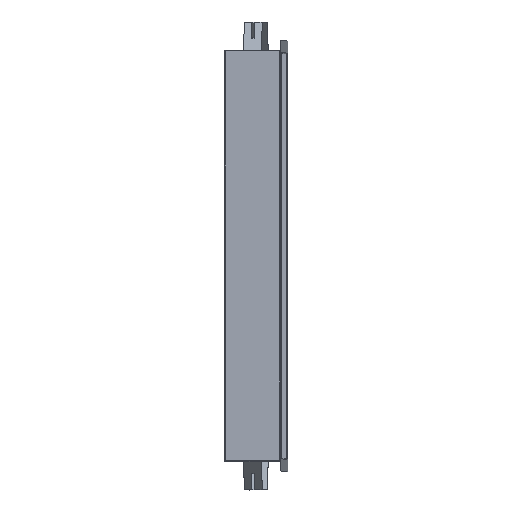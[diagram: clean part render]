
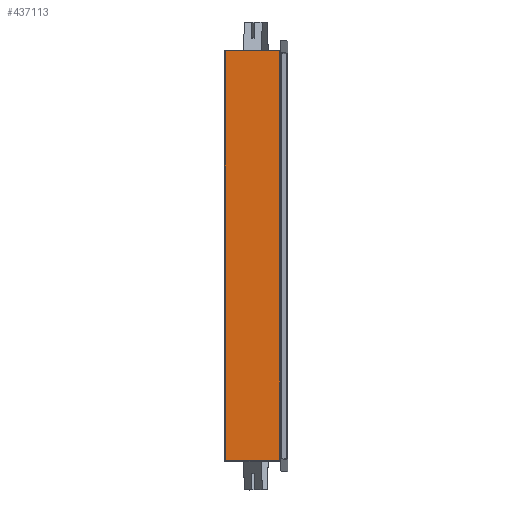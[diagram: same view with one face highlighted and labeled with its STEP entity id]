
A CAD part, top view. The second image highlights one B-rep face of the part: STEP entity #437113.
In plain terms, the highlighted planar face has unit normal (-0.019, 0, 1).
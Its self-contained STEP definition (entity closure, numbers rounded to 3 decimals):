
#437021=CARTESIAN_POINT('Vertex',(-2325.244,450.721,236.)) ;
#437044=CARTESIAN_POINT('Axis2P3D Location',(-2434.223,-351.279,233.875)) ;
#437049=CARTESIAN_POINT('Line Origine',(-2433.224,49.721,233.894)) ;
#437053=CARTESIAN_POINT('Vertex',(-2433.224,450.721,233.894)) ;
#437055=CARTESIAN_POINT('Vertex',(-2433.224,-351.279,233.894)) ;
#437058=CARTESIAN_POINT('Line Origine',(-2414.727,-351.279,234.255)) ;
#437062=CARTESIAN_POINT('Vertex',(-2396.231,-351.279,234.615)) ;
#437065=CARTESIAN_POINT('Line Origine',(-2378.734,-351.279,234.957)) ;
#437069=CARTESIAN_POINT('Vertex',(-2361.237,-351.279,235.298)) ;
#437072=CARTESIAN_POINT('Line Origine',(-2343.241,-351.279,235.649)) ;
#437076=CARTESIAN_POINT('Vertex',(-2325.244,-351.279,236.)) ;
#437079=CARTESIAN_POINT('Line Origine',(-2325.244,49.721,236.)) ;
#437084=CARTESIAN_POINT('Line Origine',(-2343.241,450.721,235.649)) ;
#437088=CARTESIAN_POINT('Vertex',(-2361.237,450.721,235.298)) ;
#437091=CARTESIAN_POINT('Line Origine',(-2378.734,450.721,234.957)) ;
#437095=CARTESIAN_POINT('Vertex',(-2396.231,450.721,234.615)) ;
#437098=CARTESIAN_POINT('Line Origine',(-2414.727,450.721,234.255)) ;
#437051=VECTOR('Line Direction',#437050,1.) ;
#437060=VECTOR('Line Direction',#437059,1.) ;
#437067=VECTOR('Line Direction',#437066,1.) ;
#437074=VECTOR('Line Direction',#437073,1.) ;
#437081=VECTOR('Line Direction',#437080,1.) ;
#437086=VECTOR('Line Direction',#437085,1.) ;
#437093=VECTOR('Line Direction',#437092,1.) ;
#437100=VECTOR('Line Direction',#437099,1.) ;
#437045=DIRECTION('Axis2P3D Direction',(0.019,0.,-1.)) ;
#437046=DIRECTION('Axis2P3D XDirection',(0.,1.,0.)) ;
#437050=DIRECTION('Vector Direction',(0.,1.,0.)) ;
#437059=DIRECTION('Vector Direction',(1.,0.,0.019)) ;
#437066=DIRECTION('Vector Direction',(1.,0.,0.019)) ;
#437073=DIRECTION('Vector Direction',(1.,0.,0.019)) ;
#437080=DIRECTION('Vector Direction',(0.,-1.,0.)) ;
#437085=DIRECTION('Vector Direction',(1.,0.,0.019)) ;
#437092=DIRECTION('Vector Direction',(1.,0.,0.019)) ;
#437099=DIRECTION('Vector Direction',(1.,0.,0.019)) ;
#437047=AXIS2_PLACEMENT_3D('Plane Axis2P3D',#437044,#437045,#437046) ;
#437052=LINE('Line',#437049,#437051) ;
#437061=LINE('Line',#437058,#437060) ;
#437068=LINE('Line',#437065,#437067) ;
#437075=LINE('Line',#437072,#437074) ;
#437082=LINE('Line',#437079,#437081) ;
#437087=LINE('Line',#437084,#437086) ;
#437094=LINE('Line',#437091,#437093) ;
#437101=LINE('Line',#437098,#437100) ;
#437048=PLANE('',#437047) ;
#437057=EDGE_CURVE('',#437054,#437056,#437052,.F.) ;
#437064=EDGE_CURVE('',#437063,#437056,#437061,.F.) ;
#437071=EDGE_CURVE('',#437070,#437063,#437068,.F.) ;
#437078=EDGE_CURVE('',#437077,#437070,#437075,.F.) ;
#437083=EDGE_CURVE('',#437022,#437077,#437082,.T.) ;
#437090=EDGE_CURVE('',#437089,#437022,#437087,.T.) ;
#437097=EDGE_CURVE('',#437096,#437089,#437094,.T.) ;
#437102=EDGE_CURVE('',#437054,#437096,#437101,.T.) ;
#437104=ORIENTED_EDGE('',*,*,#437057,.T.) ;
#437105=ORIENTED_EDGE('',*,*,#437064,.F.) ;
#437106=ORIENTED_EDGE('',*,*,#437071,.F.) ;
#437107=ORIENTED_EDGE('',*,*,#437078,.F.) ;
#437108=ORIENTED_EDGE('',*,*,#437083,.F.) ;
#437109=ORIENTED_EDGE('',*,*,#437090,.F.) ;
#437110=ORIENTED_EDGE('',*,*,#437097,.F.) ;
#437111=ORIENTED_EDGE('',*,*,#437102,.F.) ;
#437103=EDGE_LOOP('',(#437104,#437105,#437106,#437107,#437108,#437109,#437110,#437111)) ;
#437022=VERTEX_POINT('',#437021) ;
#437054=VERTEX_POINT('',#437053) ;
#437056=VERTEX_POINT('',#437055) ;
#437063=VERTEX_POINT('',#437062) ;
#437070=VERTEX_POINT('',#437069) ;
#437077=VERTEX_POINT('',#437076) ;
#437089=VERTEX_POINT('',#437088) ;
#437096=VERTEX_POINT('',#437095) ;
#437113=ADVANCED_FACE('PartBody',(#437112),#437048,.F.) ;
#437112=FACE_OUTER_BOUND('',#437103,.T.) ;
